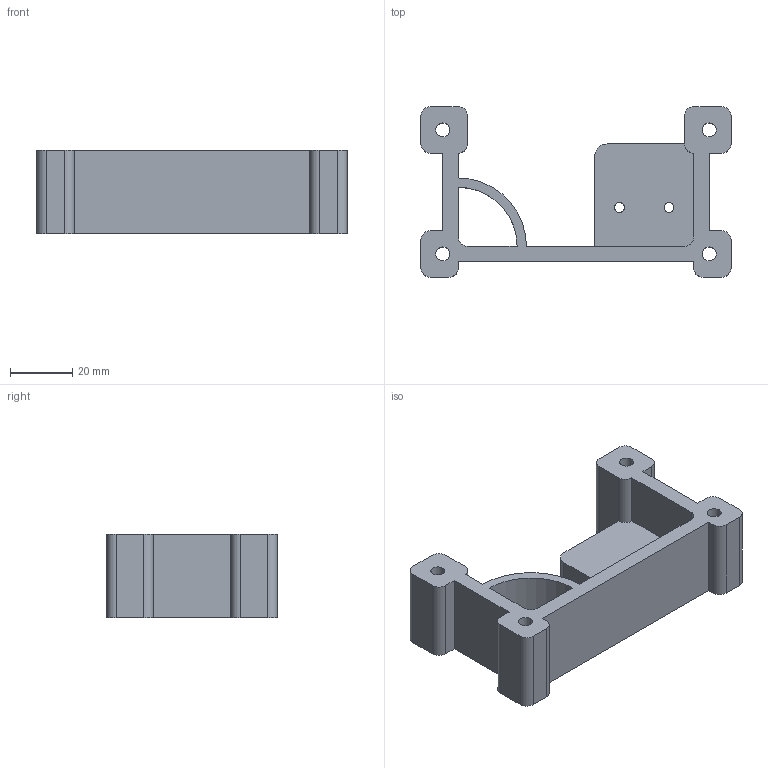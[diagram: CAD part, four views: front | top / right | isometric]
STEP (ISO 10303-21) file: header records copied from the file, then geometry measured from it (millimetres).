
FILE_DESCRIPTION(('FreeCAD Model'),'2;1');
FILE_NAME('x_tower_left.step','2015-03-07T18:20:06',('Author'),(''), 'Open CASCADE STEP processor 6.7','FreeCAD','Unknown');
FILE_SCHEMA(('AUTOMOTIVE_DESIGN_CC2 { 1 2 10303 214 -1 1 5 4 }'));
Length unit declared in the file: millimetre
Products named in the file (1): x_tower_left001
Bounding box: 100 x 55 x 27 mm (x, y, z)
Volume: 49419.7 mm3; surface area: 19801.7 mm2
Topology: 1 solids, 1 shells, 54 faces, 159 edges, 107 vertices
Faces by surface type: plane 29, cylinder 25
Full cylindrical faces by diameter (mm): 3.2 x2, 4.5 x4
Entity records: 4032 total; most frequent: CARTESIAN_POINT 837, DIRECTION 604, LINE 377, VECTOR 377, ORIENTED_EDGE 318, PCURVE 318, DEFINITIONAL_REPRESENTATION 318, EDGE_CURVE 159
